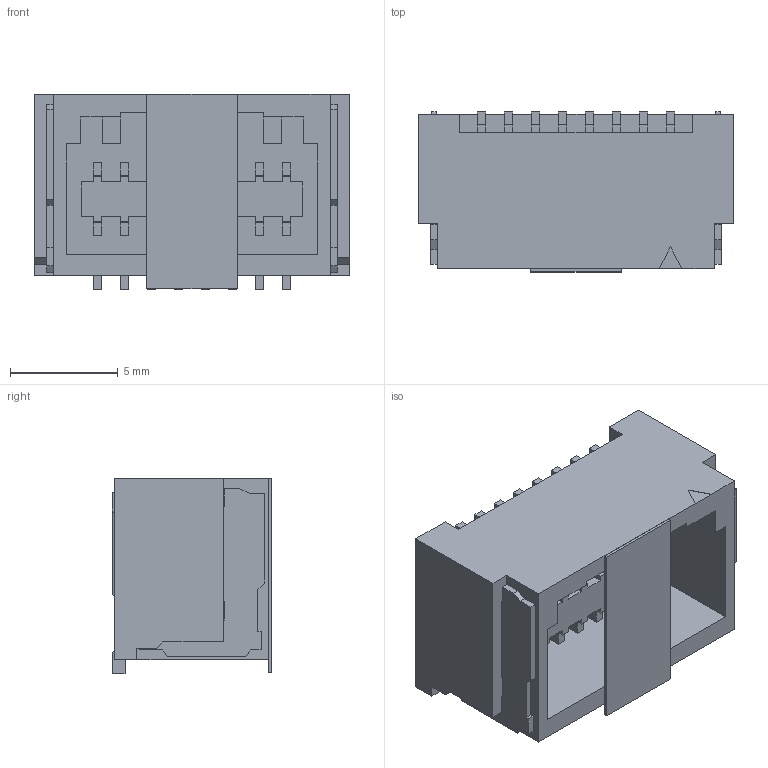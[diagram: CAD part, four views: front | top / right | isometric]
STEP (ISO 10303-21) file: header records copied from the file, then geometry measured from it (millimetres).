
FILE_DESCRIPTION(/* description */ (''),/* implementation_level */ '2;1');
FILE_NAME(/* name */ '5054331681wbm000_01_214.stp',/* time_stamp */ '2024-05-02T13:32:29+05:00',/* author */ (''),/* organization */ (''),/* preprocessor_version */ 'ST-DEVELOPER v16.7',/* originating_system */ 'SIEMENS PLM Software NX 1919',/* authorisation */ '');
FILE_SCHEMA (('AUTOMOTIVE_DESIGN { 1 0 10303 214 3 1 1 1 }'));
Length unit declared in the file: millimetre
Products named in the file (1): 5054331681wbm000_01
Bounding box: 14.6 x 7.4 x 9.05 mm (x, y, z)
Volume: 498.8 mm3; surface area: 1140.7 mm2
Topology: 2 solids, 2 shells, 456 faces, 1302 edges, 868 vertices
Faces by surface type: plane 451, cylinder 5
Entity records: 14658 total; most frequent: CARTESIAN_POINT 2627, ORIENTED_EDGE 2604, DIRECTION 2226, EDGE_CURVE 1302, LINE 1292, VECTOR 1292, VERTEX_POINT 868, EDGE_LOOP 510
